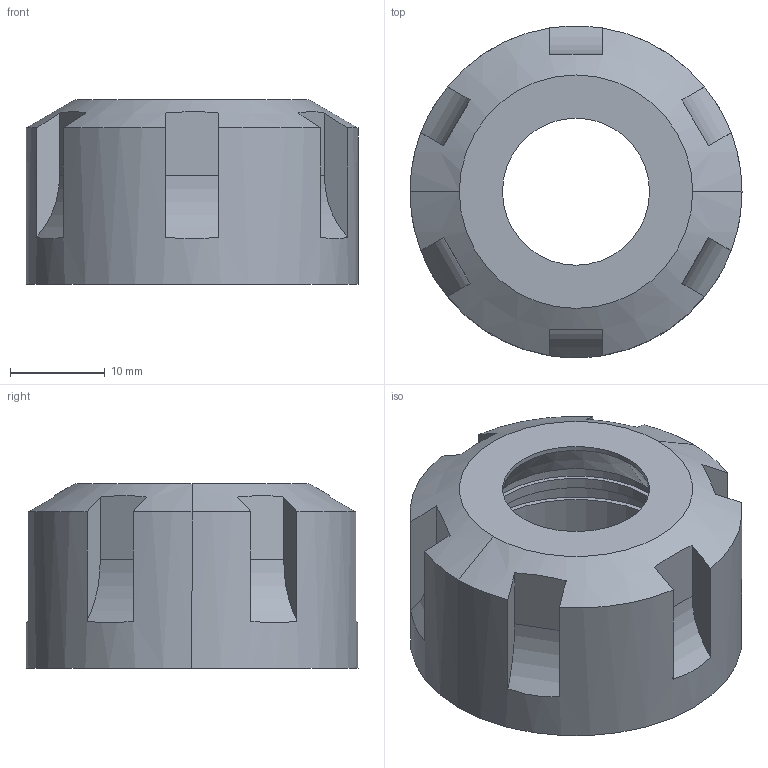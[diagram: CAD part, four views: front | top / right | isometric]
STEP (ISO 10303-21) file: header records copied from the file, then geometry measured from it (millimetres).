
FILE_DESCRIPTION (( 'STEP AP203' ), '1' );
FILE_NAME ('STP-04507P.STEP', '2020-05-04T09:20:43', ( '' ), ( '' ), 'SwSTEP 2.0', 'SolidWorks 2017', '' );
FILE_SCHEMA (( 'CONFIG_CONTROL_DESIGN' ));
Length unit declared in the file: millimetre
Products named in the file (1): STP-04507P
Bounding box: 35 x 35 x 19.5 mm (x, y, z)
Volume: 8741.5 mm3; surface area: 5198.8 mm2
Topology: 1 solids, 1 shells, 46 faces, 116 edges, 76 vertices
Faces by surface type: plane 24, cylinder 18, cone 4
Entity records: 1535 total; most frequent: CARTESIAN_POINT 347, ORIENTED_EDGE 232, DIRECTION 232, EDGE_CURVE 116, AXIS2_PLACEMENT_3D 93, VERTEX_POINT 76, EDGE_LOOP 52, ADVANCED_FACE 46
